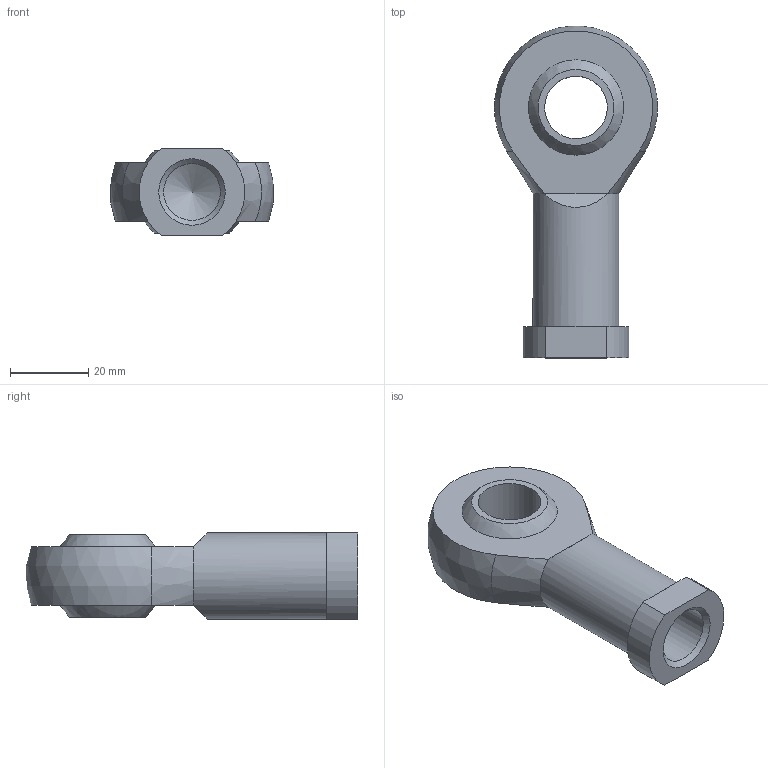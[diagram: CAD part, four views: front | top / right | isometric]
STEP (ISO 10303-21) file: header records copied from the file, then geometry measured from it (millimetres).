
FILE_DESCRIPTION(/* description */ ('Unknown'),/* implementation_level */ '2;1');
FILE_NAME(/* name */ '1320.50.32F',/* time_stamp */ '2020-02-18T14:15:26-05:00',/* author */ ('Unknown'),/* organization */ ('Unknown'),/* preprocessor_version */ 'ST-DEVELOPER v16.7',/* originating_system */ 'Solid Edge',/* authorisation */ 'Unknown');
FILE_SCHEMA (('AUTOMOTIVE_DESIGN {1 0 10303 214 3 1 1}'));
Length unit declared in the file: millimetre
Products named in the file (1): 1320.50.32F
Bounding box: 41.69 x 84.84 x 22 mm (x, y, z)
Volume: 30598.9 mm3; surface area: 10278.2 mm2
Topology: 1 solids, 1 shells, 23 faces, 46 edges, 29 vertices
Faces by surface type: plane 11, cylinder 5, cone 4, sphere 3
Full cylindrical faces by diameter (mm): 14.5 x1, 16 x1, 22 x1
Entity records: 594 total; most frequent: DIRECTION 106, CARTESIAN_POINT 99, ORIENTED_EDGE 78, AXIS2_PLACEMENT_3D 47, EDGE_CURVE 39, FACE_BOUND 35, EDGE_LOOP 34, VERTEX_POINT 28
